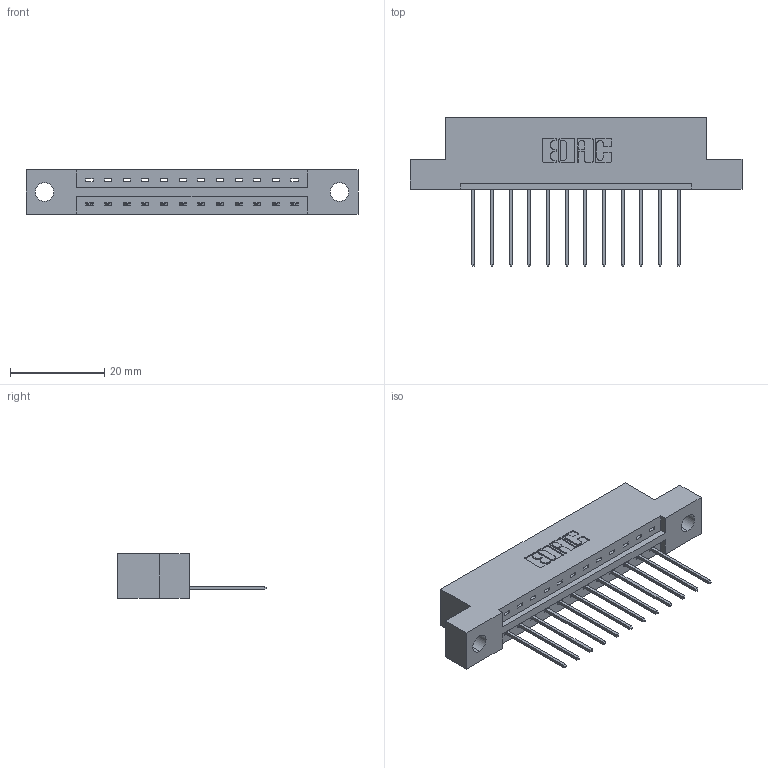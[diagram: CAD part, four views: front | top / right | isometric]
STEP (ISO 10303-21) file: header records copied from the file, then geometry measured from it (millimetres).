
FILE_DESCRIPTION (( 'STEP AP203' ), '1' );
FILE_NAME ('387-012-542-104.STEP', '2019-10-02T13:28:25', ( '' ), ( '' ), 'SwSTEP 2.0', 'SolidWorks 2016', '' );
FILE_SCHEMA (( 'CONFIG_CONTROL_DESIGN' ));
Length unit declared in the file: inch
Products named in the file (3): 345-292-001_345-293-142; 337 Part_Flush Mounting Lugs - 0.156 Dia-TH; 387-012-542-104
Assembly tree (13 placements, depth 2):
  387-012-542-104
    337 Part_Flush Mounting Lugs - 0.156 Dia-TH
    345-292-001_345-293-142  x12
Bounding box: 70.56 x 31.63 x 9.4 mm (x, y, z)
Volume: 6897.1 mm3; surface area: 6931.5 mm2
Topology: 13 solids, 13 shells, 858 faces, 2567 edges, 1694 vertices
Faces by surface type: plane 622, cylinder 236
Entity records: 12821 total; most frequent: CARTESIAN_POINT 2238, ORIENTED_EDGE 2186, DIRECTION 1945, EDGE_CURVE 1093, VECTOR 965, LINE 965, VERTEX_POINT 726, AXIS2_PLACEMENT_3D 490
